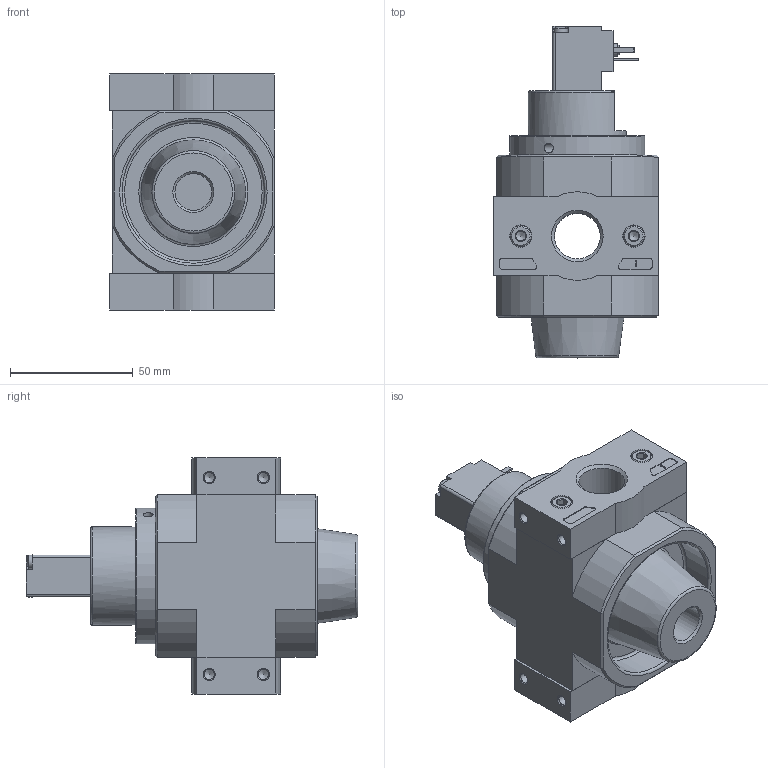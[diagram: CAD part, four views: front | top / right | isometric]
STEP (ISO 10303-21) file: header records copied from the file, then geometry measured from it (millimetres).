
FILE_DESCRIPTION(/* description */ ('STEP AP214'),/* implementation_level */ '2;1');
FILE_NAME(/* name */ '186518_HEE-1_2-D-MAXI-24',/* time_stamp */ '2024-08-29T03:16:31+02:00',/* author */ ('License CC BY-ND 4.0'),/* organization */ ('CADENAS'),/* preprocessor_version */ 'ST-DEVELOPER v19.3',/* originating_system */ 'PARTsolutions',/* authorisation */ ' ');
FILE_SCHEMA (('AUTOMOTIVE_DESIGN {1 0 10303 214 3 1 1}'));
Length unit declared in the file: millimetre
Products named in the file (7): 186518 HEE-1/2-D-MAXI-24; 746238 HEE-D-MAXI-24; 680243 PBL-1/2-D-MAXI-L---(1) p1; DIN-912 - M5x20(F); 373059 LF-D-MAXI; 680244 PBL-1/2-D-MAXI-R---(0) p1; 364665 MSEB-3-24V-D
Assembly tree (10 placements, depth 2):
  186518 HEE-1/2-D-MAXI-24
    746238 HEE-D-MAXI-24
    680243 PBL-1/2-D-MAXI-L---(1) p1
    DIN-912 - M5x20(F)  x4
    373059 LF-D-MAXI  x2
    680244 PBL-1/2-D-MAXI-R---(0) p1
    364665 MSEB-3-24V-D
Bounding box: 67.1 x 135 x 96 mm (x, y, z)
Volume: 340881.7 mm3; surface area: 70366.8 mm2
Topology: 10 solids, 10 shells, 679 faces, 1565 edges, 959 vertices
Faces by surface type: plane 389, cylinder 158, cone 114, torus 12, sphere 6
Full cylindrical faces by diameter (mm): 2.013 x1, 2.5 x1, 3.8 x1, 4 x2, 4.134 x8, 5 x5, 5.4 x1, 5.5 x2, 5.6 x2, 6 x3, 7 x4, 7.3 x2, 8 x4, 8.4 x4, 8.5 x4, 14.95 x1, 18.631 x2, 22.5 x1, 30 x2, 34 x2, 40 x1, 55 x1, 58 x1
Entity records: 19158 total; most frequent: CARTESIAN_POINT 2847, DIRECTION 2846, ORIENTED_EDGE 2480, EDGE_CURVE 1240, AXIS2_PLACEMENT_3D 1068, VERTEX_POINT 842, FACE_BOUND 768, EDGE_LOOP 760
